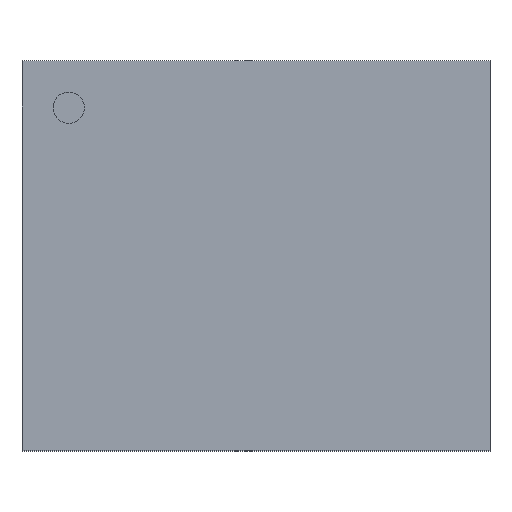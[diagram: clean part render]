
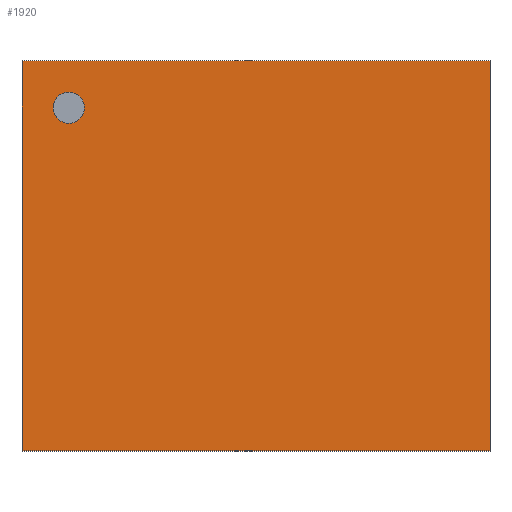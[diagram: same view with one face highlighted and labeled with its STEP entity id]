
A CAD part, top view. The second image highlights one B-rep face of the part: STEP entity #1920.
In plain terms, the highlighted planar face has unit normal (0, 0, 1).
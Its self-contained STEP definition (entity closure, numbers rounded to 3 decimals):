
#33 = CARTESIAN_POINT ( 'NONE',  ( 0.3, 2.2, 0.86 ) ) ;
#56 = ORIENTED_EDGE ( 'NONE', *, *, #2300, .T. ) ;
#70 = VECTOR ( 'NONE', #2166, 1000. ) ;
#180 = CARTESIAN_POINT ( 'NONE',  ( 0., 0., 0.86 ) ) ;
#207 = LINE ( 'NONE', #180, #1112 ) ;
#215 = LINE ( 'NONE', #258, #2053 ) ;
#258 = CARTESIAN_POINT ( 'NONE',  ( 0., 0., 0.86 ) ) ;
#259 = DIRECTION ( 'NONE',  ( 0., 0., -1. ) ) ;
#314 = VECTOR ( 'NONE', #1976, 1000. ) ;
#436 = CARTESIAN_POINT ( 'NONE',  ( 0., 0., 0.86 ) ) ;
#525 = EDGE_CURVE ( 'NONE', #559, #1970, #1144, .T. ) ;
#553 = CARTESIAN_POINT ( 'NONE',  ( 3., 0., 0.86 ) ) ;
#559 = VERTEX_POINT ( 'NONE', #2029 ) ;
#670 = EDGE_CURVE ( 'NONE', #974, #2102, #215, .T. ) ;
#684 = EDGE_CURVE ( 'NONE', #1970, #559, #1579, .T. ) ;
#769 = ORIENTED_EDGE ( 'NONE', *, *, #951, .T. ) ;
#784 = AXIS2_PLACEMENT_3D ( 'NONE', #33, #1453, #1458 ) ;
#785 = DIRECTION ( 'NONE',  ( 0., 0., 1. ) ) ;
#786 = LINE ( 'NONE', #553, #314 ) ;
#891 = ORIENTED_EDGE ( 'NONE', *, *, #670, .T. ) ;
#951 = EDGE_CURVE ( 'NONE', #1990, #1736, #1037, .T. ) ;
#969 = PLANE ( 'NONE',  #2259 ) ;
#974 = VERTEX_POINT ( 'NONE', #436 ) ;
#1037 = LINE ( 'NONE', #1084, #70 ) ;
#1084 = CARTESIAN_POINT ( 'NONE',  ( 0., 2.5, 0.86 ) ) ;
#1112 = VECTOR ( 'NONE', #1407, 1000. ) ;
#1144 = CIRCLE ( 'NONE', #1311, 0.1 ) ;
#1311 = AXIS2_PLACEMENT_3D ( 'NONE', #1482, #785, #1677 ) ;
#1407 = DIRECTION ( 'NONE',  ( 0., -1., 0. ) ) ;
#1432 = CARTESIAN_POINT ( 'NONE',  ( 0., 0., 0.86 ) ) ;
#1453 = DIRECTION ( 'NONE',  ( 0., 0., 1. ) ) ;
#1458 = DIRECTION ( 'NONE',  ( 1., 0., 0. ) ) ;
#1482 = CARTESIAN_POINT ( 'NONE',  ( 0.3, 2.2, 0.86 ) ) ;
#1504 = CARTESIAN_POINT ( 'NONE',  ( 0., 2.5, 0.86 ) ) ;
#1525 = EDGE_CURVE ( 'NONE', #1736, #974, #207, .T. ) ;
#1528 = EDGE_LOOP ( 'NONE', ( #2205, #2033 ) ) ;
#1566 = DIRECTION ( 'NONE',  ( 1., 0., 0. ) ) ;
#1579 = CIRCLE ( 'NONE', #784, 0.1 ) ;
#1590 = CARTESIAN_POINT ( 'NONE',  ( 0.2, 2.2, 0.86 ) ) ;
#1592 = CARTESIAN_POINT ( 'NONE',  ( 3., 0., 0.86 ) ) ;
#1677 = DIRECTION ( 'NONE',  ( 1., 0., 0. ) ) ;
#1736 = VERTEX_POINT ( 'NONE', #1504 ) ;
#1751 = DIRECTION ( 'NONE',  ( -1., 0., 0. ) ) ;
#1784 = FACE_BOUND ( 'NONE', #1528, .T. ) ;
#1920 = ADVANCED_FACE ( 'NONE', ( #1784, #2136 ), #969, .F. ) ;
#1970 = VERTEX_POINT ( 'NONE', #1590 ) ;
#1976 = DIRECTION ( 'NONE',  ( 0., 1., 0. ) ) ;
#1990 = VERTEX_POINT ( 'NONE', #2281 ) ;
#2029 = CARTESIAN_POINT ( 'NONE',  ( 0.4, 2.2, 0.86 ) ) ;
#2033 = ORIENTED_EDGE ( 'NONE', *, *, #684, .F. ) ;
#2053 = VECTOR ( 'NONE', #1566, 1000. ) ;
#2070 = ORIENTED_EDGE ( 'NONE', *, *, #1525, .T. ) ;
#2102 = VERTEX_POINT ( 'NONE', #1592 ) ;
#2136 = FACE_OUTER_BOUND ( 'NONE', #2269, .T. ) ;
#2166 = DIRECTION ( 'NONE',  ( -1., 0., 0. ) ) ;
#2205 = ORIENTED_EDGE ( 'NONE', *, *, #525, .F. ) ;
#2259 = AXIS2_PLACEMENT_3D ( 'NONE', #1432, #259, #1751 ) ;
#2269 = EDGE_LOOP ( 'NONE', ( #2070, #891, #56, #769 ) ) ;
#2281 = CARTESIAN_POINT ( 'NONE',  ( 3., 2.5, 0.86 ) ) ;
#2300 = EDGE_CURVE ( 'NONE', #2102, #1990, #786, .T. ) ;
